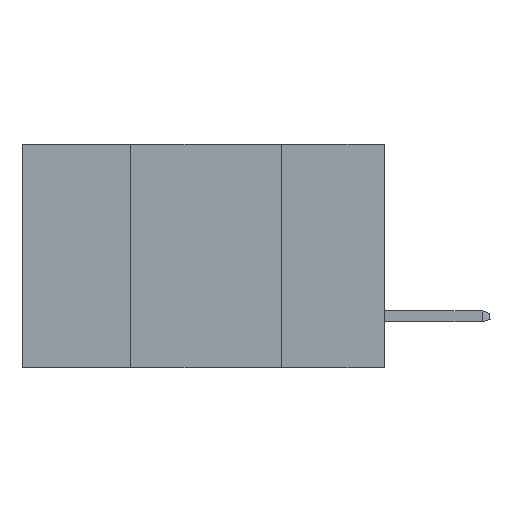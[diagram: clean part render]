
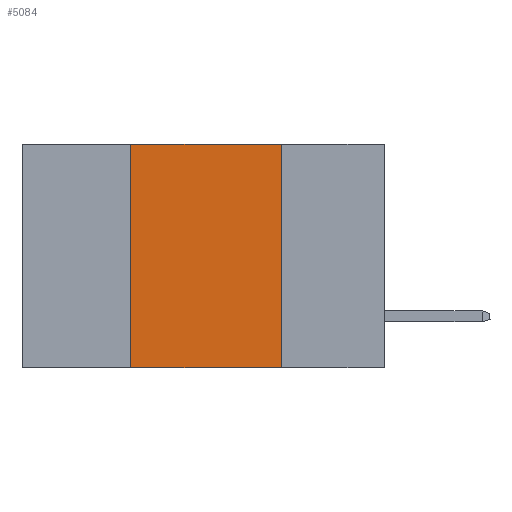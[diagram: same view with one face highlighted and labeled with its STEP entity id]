
A CAD part, left-side view. The second image highlights one B-rep face of the part: STEP entity #5084.
In plain terms, the highlighted planar face has unit normal (-1, 0, 0).
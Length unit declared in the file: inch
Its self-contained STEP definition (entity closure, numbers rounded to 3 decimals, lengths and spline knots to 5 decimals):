
#441 = VERTEX_POINT ( 'NONE', #2231 ) ;
#638 = CARTESIAN_POINT ( 'NONE',  ( 0., 0.6, 0. ) ) ;
#860 = EDGE_CURVE ( 'NONE', #982, #441, #4734, .T. ) ;
#972 = CARTESIAN_POINT ( 'NONE',  ( 0., 0.17, -0.37 ) ) ;
#982 = VERTEX_POINT ( 'NONE', #3855 ) ;
#1747 = LINE ( 'NONE', #7646, #5312 ) ;
#1873 = DIRECTION ( 'NONE',  ( 0., 0., 1. ) ) ;
#2125 = VERTEX_POINT ( 'NONE', #972 ) ;
#2170 = DIRECTION ( 'NONE',  ( 0., -1., 0. ) ) ;
#2231 = CARTESIAN_POINT ( 'NONE',  ( 0., 0.17, 0. ) ) ;
#2589 = VECTOR ( 'NONE', #1873, 39.37008 ) ;
#2877 = CARTESIAN_POINT ( 'NONE',  ( 0., 0.6, 0. ) ) ;
#2922 = ORIENTED_EDGE ( 'NONE', *, *, #5459, .F. ) ;
#3538 = AXIS2_PLACEMENT_3D ( 'NONE', #638, #10300, #8777 ) ;
#3581 = VECTOR ( 'NONE', #2170, 39.37008 ) ;
#3743 = FACE_OUTER_BOUND ( 'NONE', #10157, .T. ) ;
#3855 = CARTESIAN_POINT ( 'NONE',  ( 0., 0.42, 0. ) ) ;
#4734 = LINE ( 'NONE', #2877, #3581 ) ;
#4756 = LINE ( 'NONE', #9200, #2589 ) ;
#4960 = LINE ( 'NONE', #7339, #8617 ) ;
#5084 = ADVANCED_FACE ( 'NONE', ( #3743 ), #10333, .F. ) ;
#5169 = ORIENTED_EDGE ( 'NONE', *, *, #8958, .T. ) ;
#5178 = DIRECTION ( 'NONE',  ( 0., -1., 0. ) ) ;
#5312 = VECTOR ( 'NONE', #5178, 39.37008 ) ;
#5459 = EDGE_CURVE ( 'NONE', #8615, #982, #4756, .T. ) ;
#5516 = CARTESIAN_POINT ( 'NONE',  ( 0., 0.42, -0.37 ) ) ;
#7339 = CARTESIAN_POINT ( 'NONE',  ( 0., 0.17, 0. ) ) ;
#7646 = CARTESIAN_POINT ( 'NONE',  ( 0., 0.6, -0.37 ) ) ;
#8087 = ORIENTED_EDGE ( 'NONE', *, *, #8483, .F. ) ;
#8483 = EDGE_CURVE ( 'NONE', #441, #2125, #4960, .T. ) ;
#8615 = VERTEX_POINT ( 'NONE', #5516 ) ;
#8617 = VECTOR ( 'NONE', #9852, 39.37008 ) ;
#8777 = DIRECTION ( 'NONE',  ( 0., 0., -1. ) ) ;
#8958 = EDGE_CURVE ( 'NONE', #8615, #2125, #1747, .T. ) ;
#9200 = CARTESIAN_POINT ( 'NONE',  ( 0., 0.42, 0. ) ) ;
#9201 = ORIENTED_EDGE ( 'NONE', *, *, #860, .F. ) ;
#9852 = DIRECTION ( 'NONE',  ( 0., 0., -1. ) ) ;
#10157 = EDGE_LOOP ( 'NONE', ( #8087, #9201, #2922, #5169 ) ) ;
#10300 = DIRECTION ( 'NONE',  ( 1., 0., 0. ) ) ;
#10333 = PLANE ( 'NONE',  #3538 ) ;
